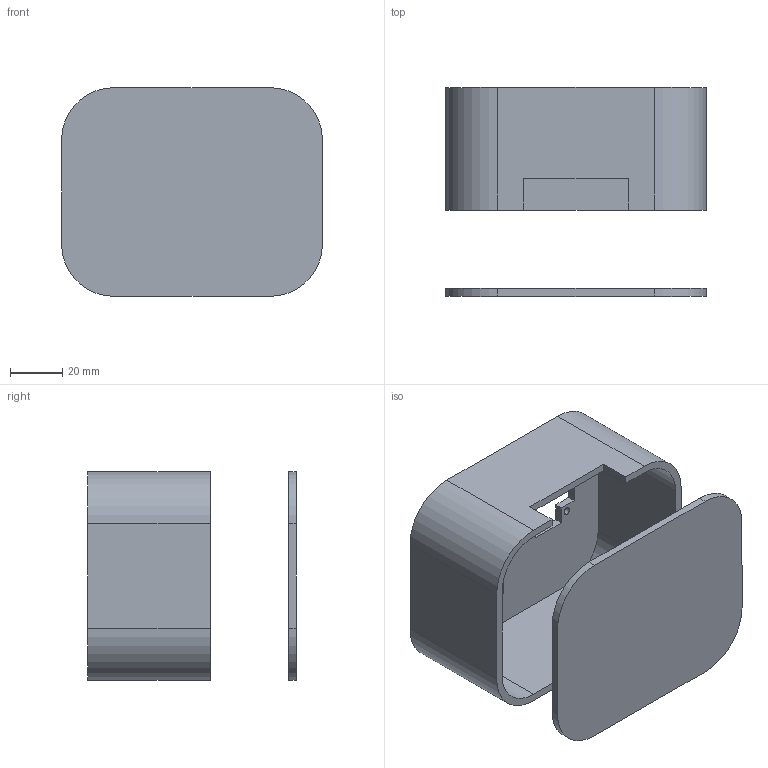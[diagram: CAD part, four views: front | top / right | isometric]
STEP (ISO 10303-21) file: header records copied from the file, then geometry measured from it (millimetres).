
FILE_DESCRIPTION (( 'STEP AP203' ), '1' );
FILE_NAME ('裔赽.STEP', '2023-08-13T06:57:45', ( '' ), ( '' ), 'SwSTEP 2.0', 'SolidWorks 2020', '' );
FILE_SCHEMA (( 'CONFIG_CONTROL_DESIGN' ));
Length unit declared in the file: millimetre
Products named in the file (1): 裔赽
Bounding box: 100 x 80 x 80 mm (x, y, z)
Volume: 84904.9 mm3; surface area: 56966.2 mm2
Topology: 2 solids, 2 shells, 90 faces, 255 edges, 170 vertices
Faces by surface type: plane 49, cylinder 41
Entity records: 3060 total; most frequent: DIRECTION 519, CARTESIAN_POINT 516, ORIENTED_EDGE 510, EDGE_CURVE 255, VECTOR 173, AXIS2_PLACEMENT_3D 173, LINE 173, VERTEX_POINT 170
